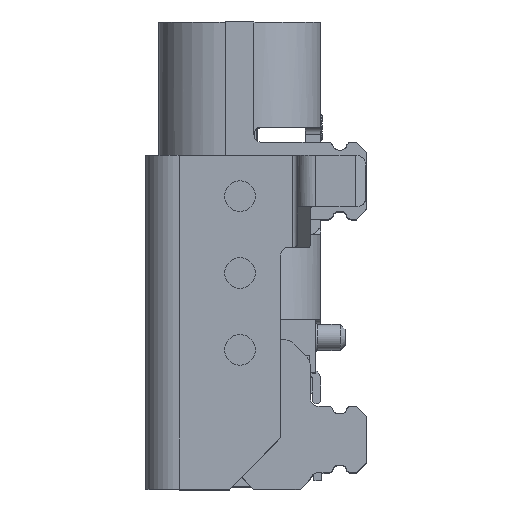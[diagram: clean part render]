
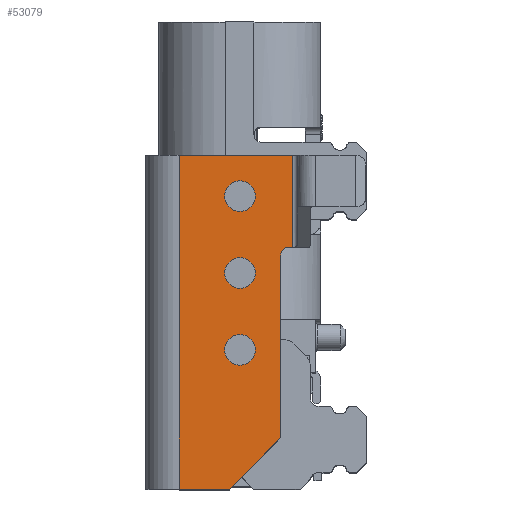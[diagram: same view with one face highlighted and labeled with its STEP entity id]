
A CAD part, top view. The second image highlights one B-rep face of the part: STEP entity #53079.
In plain terms, the highlighted planar face has unit normal (0, 0, 1).
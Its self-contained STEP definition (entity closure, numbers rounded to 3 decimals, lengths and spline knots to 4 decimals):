
#10393=DIRECTION('',(-1.,0.,0.));
#10394=VECTOR('',#10393,2.21);
#10395=CARTESIAN_POINT('',(-0.4085,4.4275,
6.27));
#10396=LINE('',#10395,#10394);
#10473=CARTESIAN_POINT('',(-0.4885,2.6275,
6.27));
#10492=DIRECTION('',(0.,1.,0.));
#10493=VECTOR('',#10492,3.57);
#10494=CARTESIAN_POINT('',(-0.6385,-1.0925,
6.27));
#10495=LINE('',#10494,#10493);
#10506=DIRECTION('',(-0.707,-0.707,0.));
#10507=VECTOR('',#10506,1.4142);
#10508=CARTESIAN_POINT('',(-0.6385,-1.0925,
6.27));
#10509=LINE('',#10508,#10507);
#10513=CARTESIAN_POINT('',(-0.4885,2.4775,
6.27));
#10514=DIRECTION('',(0.,0.,1.));
#10515=DIRECTION('',(0.,1.,0.));
#10516=AXIS2_PLACEMENT_3D('',#10513,#10514,#10515);
#10521=CARTESIAN_POINT('',(-1.433,0.6275,
6.27));
#10522=DIRECTION('',(0.,0.,1.));
#10523=DIRECTION('',(1.,0.,0.));
#10524=AXIS2_PLACEMENT_3D('',#10521,#10522,#10523);
#10529=CARTESIAN_POINT('',(-1.433,0.6275,
6.27));
#10530=DIRECTION('',(0.,0.,1.));
#10531=DIRECTION('',(0.,1.,0.));
#10532=AXIS2_PLACEMENT_3D('',#10529,#10530,#10531);
#10537=CARTESIAN_POINT('',(-1.433,0.6275,
6.27));
#10538=DIRECTION('',(0.,0.,1.));
#10539=DIRECTION('',(-1.,0.,0.));
#10540=AXIS2_PLACEMENT_3D('',#10537,#10538,#10539);
#10545=CARTESIAN_POINT('',(-1.433,0.6275,
6.27));
#10546=DIRECTION('',(0.,0.,1.));
#10547=DIRECTION('',(0.,-1.,0.));
#10548=AXIS2_PLACEMENT_3D('',#10545,#10546,#10547);
#10553=CARTESIAN_POINT('',(-1.433,2.1275,
6.27));
#10554=DIRECTION('',(0.,0.,1.));
#10555=DIRECTION('',(-1.,0.,0.));
#10556=AXIS2_PLACEMENT_3D('',#10553,#10554,#10555);
#10561=CARTESIAN_POINT('',(-1.433,2.1275,
6.27));
#10562=DIRECTION('',(0.,0.,1.));
#10563=DIRECTION('',(0.,-1.,0.));
#10564=AXIS2_PLACEMENT_3D('',#10561,#10562,#10563);
#10569=CARTESIAN_POINT('',(-1.433,2.1275,
6.27));
#10570=DIRECTION('',(0.,0.,1.));
#10571=DIRECTION('',(1.,0.,0.));
#10572=AXIS2_PLACEMENT_3D('',#10569,#10570,#10571);
#10577=CARTESIAN_POINT('',(-1.433,2.1275,
6.27));
#10578=DIRECTION('',(0.,0.,1.));
#10579=DIRECTION('',(0.,1.,0.));
#10580=AXIS2_PLACEMENT_3D('',#10577,#10578,#10579);
#10585=CARTESIAN_POINT('',(-1.433,3.6275,
6.27));
#10586=DIRECTION('',(0.,0.,1.));
#10587=DIRECTION('',(-1.,0.,0.));
#10588=AXIS2_PLACEMENT_3D('',#10585,#10586,#10587);
#10593=CARTESIAN_POINT('',(-1.433,3.6275,
6.27));
#10594=DIRECTION('',(0.,0.,1.));
#10595=DIRECTION('',(0.,-1.,0.));
#10596=AXIS2_PLACEMENT_3D('',#10593,#10594,#10595);
#10601=CARTESIAN_POINT('',(-1.433,3.6275,
6.27));
#10602=DIRECTION('',(0.,0.,1.));
#10603=DIRECTION('',(1.,0.,0.));
#10604=AXIS2_PLACEMENT_3D('',#10601,#10602,#10603);
#10609=CARTESIAN_POINT('',(-1.433,3.6275,
6.27));
#10610=DIRECTION('',(0.,0.,1.));
#10611=DIRECTION('',(0.,1.,0.));
#10612=AXIS2_PLACEMENT_3D('',#10609,#10610,#10611);
#10647=DIRECTION('',(1.,0.,0.));
#10648=VECTOR('',#10647,0.98);
#10649=CARTESIAN_POINT('',(-2.6185,-2.0925,
6.27));
#10650=LINE('',#10649,#10648);
#11235=DIRECTION('',(0.,-1.,0.));
#11236=VECTOR('',#11235,6.52);
#11237=CARTESIAN_POINT('',(-2.6185,4.4275,
6.27));
#11238=LINE('',#11237,#11236);
#11249=DIRECTION('',(0.,1.,0.));
#11250=VECTOR('',#11249,1.8);
#11251=CARTESIAN_POINT('',(-0.4085,2.6275,
6.27));
#11252=LINE('',#11251,#11250);
#11428=DIRECTION('',(1.,0.,0.));
#11429=VECTOR('',#11428,0.08);
#11430=CARTESIAN_POINT('',(-0.4885,2.6275,
6.27));
#11431=LINE('',#11430,#11429);
#39399=CARTESIAN_POINT('',(-0.4085,4.4275,
6.27));
#39400=VERTEX_POINT('',#39399);
#39401=CARTESIAN_POINT('',(-2.6185,4.4275,
6.27));
#39402=VERTEX_POINT('',#39401);
#39415=CARTESIAN_POINT('',(-1.6385,-2.0925,
6.27));
#39416=VERTEX_POINT('',#39415);
#39417=CARTESIAN_POINT('',(-0.6385,-1.0925,
6.27));
#39418=VERTEX_POINT('',#39417);
#39421=VERTEX_POINT('',#10473);
#39422=CARTESIAN_POINT('',(-0.6385,2.4775,
6.27));
#39423=VERTEX_POINT('',#39422);
#39424=CARTESIAN_POINT('',(-2.6185,-2.0925,
6.27));
#39425=VERTEX_POINT('',#39424);
#39426=CARTESIAN_POINT('',(-0.4085,2.6275,
6.27));
#39427=VERTEX_POINT('',#39426);
#39428=CARTESIAN_POINT('',(-1.133,0.6275,
6.27));
#39429=CARTESIAN_POINT('',(-1.433,0.9275,
6.27));
#39430=VERTEX_POINT('',#39428);
#39431=VERTEX_POINT('',#39429);
#39432=CARTESIAN_POINT('',(-1.733,0.6275,
6.27));
#39433=VERTEX_POINT('',#39432);
#39434=CARTESIAN_POINT('',(-1.433,0.3275,
6.27));
#39435=VERTEX_POINT('',#39434);
#39436=CARTESIAN_POINT('',(-1.733,2.1275,
6.27));
#39437=CARTESIAN_POINT('',(-1.433,1.8275,
6.27));
#39438=VERTEX_POINT('',#39436);
#39439=VERTEX_POINT('',#39437);
#39440=CARTESIAN_POINT('',(-1.133,2.1275,
6.27));
#39441=VERTEX_POINT('',#39440);
#39442=CARTESIAN_POINT('',(-1.433,2.4275,
6.27));
#39443=VERTEX_POINT('',#39442);
#39444=CARTESIAN_POINT('',(-1.733,3.6275,
6.27));
#39445=CARTESIAN_POINT('',(-1.433,3.3275,
6.27));
#39446=VERTEX_POINT('',#39444);
#39447=VERTEX_POINT('',#39445);
#39448=CARTESIAN_POINT('',(-1.133,3.6275,
6.27));
#39449=VERTEX_POINT('',#39448);
#39450=CARTESIAN_POINT('',(-1.433,3.9275,
6.27));
#39451=VERTEX_POINT('',#39450);
#53029=CARTESIAN_POINT('',(-0.1085,4.4275,
6.27));
#53030=DIRECTION('',(0.,0.,1.));
#53031=DIRECTION('',(-1.,0.,0.));
#53032=AXIS2_PLACEMENT_3D('',#53029,#53030,#53031);
#53033=PLANE('',#53032);
#53034=ORIENTED_EDGE('',*,*,#52992,.T.);
#53036=ORIENTED_EDGE('',*,*,#53035,.F.);
#53038=ORIENTED_EDGE('',*,*,#53037,.F.);
#53039=ORIENTED_EDGE('',*,*,#52938,.F.);
#53041=ORIENTED_EDGE('',*,*,#53040,.F.);
#53043=ORIENTED_EDGE('',*,*,#53042,.F.);
#53045=ORIENTED_EDGE('',*,*,#53044,.T.);
#53046=ORIENTED_EDGE('',*,*,#53021,.F.);
#53047=EDGE_LOOP('',(#53034,#53036,#53038,#53039,#53041,#53043,#53045,#53046));
#53048=FACE_OUTER_BOUND('',#53047,.F.);
#53050=ORIENTED_EDGE('',*,*,#53049,.T.);
#53052=ORIENTED_EDGE('',*,*,#53051,.T.);
#53054=ORIENTED_EDGE('',*,*,#53053,.T.);
#53056=ORIENTED_EDGE('',*,*,#53055,.T.);
#53057=EDGE_LOOP('',(#53050,#53052,#53054,#53056));
#53058=FACE_BOUND('',#53057,.F.);
#53060=ORIENTED_EDGE('',*,*,#53059,.T.);
#53062=ORIENTED_EDGE('',*,*,#53061,.T.);
#53064=ORIENTED_EDGE('',*,*,#53063,.T.);
#53066=ORIENTED_EDGE('',*,*,#53065,.T.);
#53067=EDGE_LOOP('',(#53060,#53062,#53064,#53066));
#53068=FACE_BOUND('',#53067,.F.);
#53070=ORIENTED_EDGE('',*,*,#53069,.T.);
#53072=ORIENTED_EDGE('',*,*,#53071,.T.);
#53074=ORIENTED_EDGE('',*,*,#53073,.T.);
#53076=ORIENTED_EDGE('',*,*,#53075,.T.);
#53077=EDGE_LOOP('',(#53070,#53072,#53074,#53076));
#53078=FACE_BOUND('',#53077,.F.);
#53079=ADVANCED_FACE('',(#53048,#53058,#53068,#53078),#53033,.T.);
#10517=CIRCLE('',#10516,0.15);
#10525=CIRCLE('',#10524,0.3);
#10533=CIRCLE('',#10532,0.3);
#10541=CIRCLE('',#10540,0.3);
#10549=CIRCLE('',#10548,0.3);
#10557=CIRCLE('',#10556,0.3);
#10565=CIRCLE('',#10564,0.3);
#10573=CIRCLE('',#10572,0.3);
#10581=CIRCLE('',#10580,0.3);
#10589=CIRCLE('',#10588,0.3);
#10597=CIRCLE('',#10596,0.3);
#10605=CIRCLE('',#10604,0.3);
#10613=CIRCLE('',#10612,0.3);
#52938=EDGE_CURVE('',#39400,#39402,#10396,.T.);
#52992=EDGE_CURVE('',#39418,#39416,#10509,.T.);
#53021=EDGE_CURVE('',#39418,#39423,#10495,.T.);
#53035=EDGE_CURVE('',#39425,#39416,#10650,.T.);
#53037=EDGE_CURVE('',#39402,#39425,#11238,.T.);
#53040=EDGE_CURVE('',#39427,#39400,#11252,.T.);
#53042=EDGE_CURVE('',#39421,#39427,#11431,.T.);
#53044=EDGE_CURVE('',#39421,#39423,#10517,.T.);
#53049=EDGE_CURVE('',#39430,#39431,#10525,.T.);
#53051=EDGE_CURVE('',#39431,#39433,#10533,.T.);
#53053=EDGE_CURVE('',#39433,#39435,#10541,.T.);
#53055=EDGE_CURVE('',#39435,#39430,#10549,.T.);
#53059=EDGE_CURVE('',#39438,#39439,#10557,.T.);
#53061=EDGE_CURVE('',#39439,#39441,#10565,.T.);
#53063=EDGE_CURVE('',#39441,#39443,#10573,.T.);
#53065=EDGE_CURVE('',#39443,#39438,#10581,.T.);
#53069=EDGE_CURVE('',#39446,#39447,#10589,.T.);
#53071=EDGE_CURVE('',#39447,#39449,#10597,.T.);
#53073=EDGE_CURVE('',#39449,#39451,#10605,.T.);
#53075=EDGE_CURVE('',#39451,#39446,#10613,.T.);
